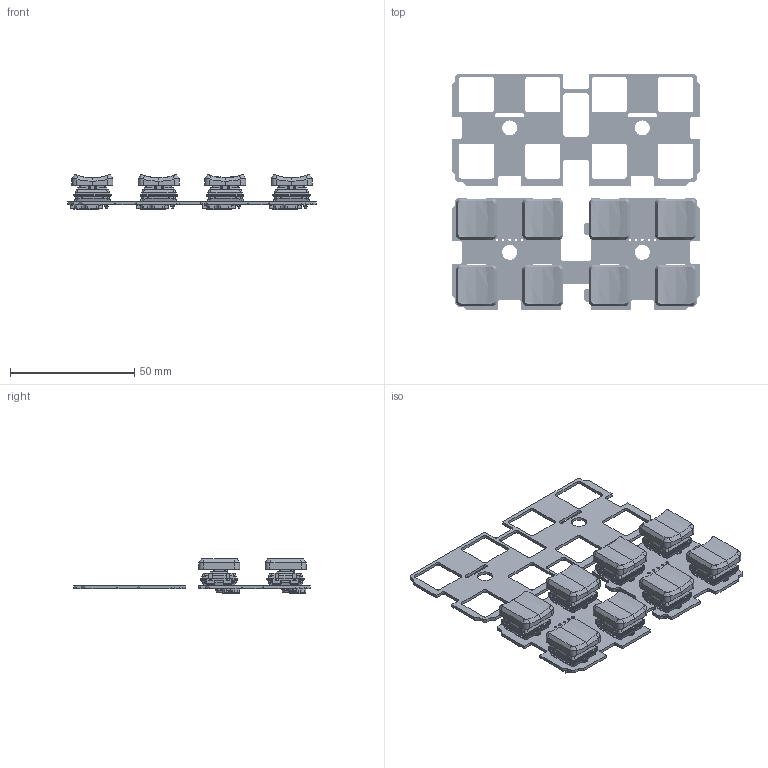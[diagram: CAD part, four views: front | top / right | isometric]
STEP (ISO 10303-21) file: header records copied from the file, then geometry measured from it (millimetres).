
FILE_DESCRIPTION(('KiCad electronic assembly'),'2;1');
FILE_NAME('PCBA-VSNX-BTNGROUP-3D.step','2024-08-30T15:16:31',('Pcbnew'), ('Kicad'),'Open CASCADE STEP processor 7.6','KiCad to STEP converter', 'Unknown');
FILE_SCHEMA(('AUTOMOTIVE_DESIGN { 1 0 10303 214 1 1 1 1 }'));
Length unit declared in the file: millimetre
Products named in the file (9): PCBA-VSNX-BTNGROUP-3D 1; KailhChocLowProfileSwitch2; Document009; KailhPG1350-socket; PG1350; PLASTIC-LOW-PROFILE-KEYCAP; Body; kibot_3p7r8j8s_PCB_1; kibot_3p7r8j8s_PCB_2
Assembly tree (29 placements, depth 3):
  PCBA-VSNX-BTNGROUP-3D 1
    KailhChocLowProfileSwitch2  x8
      Document009
    KailhPG1350-socket  x8
      PG1350
    PLASTIC-LOW-PROFILE-KEYCAP  x8
      Body
    kibot_3p7r8j8s_PCB_1
    kibot_3p7r8j8s_PCB_2
Bounding box: 100 x 95.16 x 13.89 mm (x, y, z)
Volume: 20189.3 mm3; surface area: 35562.2 mm2
Topology: 74 solids, 74 shells, 7777 faces, 20135 edges, 12578 vertices
Faces by surface type: plane 4359, bspline 2280, cylinder 858, torus 120, cone 96, revolution 48, extrusion 16
Full cylindrical faces by diameter (mm): 1 x10, 2 x16, 3 x16, 3.5 x8, 6 x4
Entity records: 41157 total; most frequent: CARTESIAN_POINT 13540, ORIENTED_EDGE 6608, DIRECTION 4233, EDGE_CURVE 3304, VERTEX_POINT 2099, AXIS2_PLACEMENT_3D 1438, FACE_BOUND 1413, EDGE_LOOP 1413
